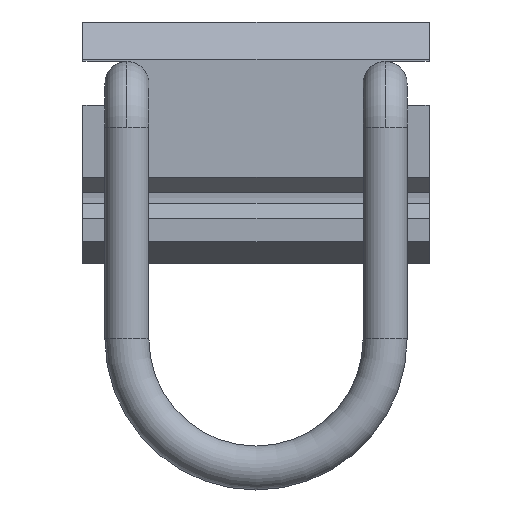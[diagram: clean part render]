
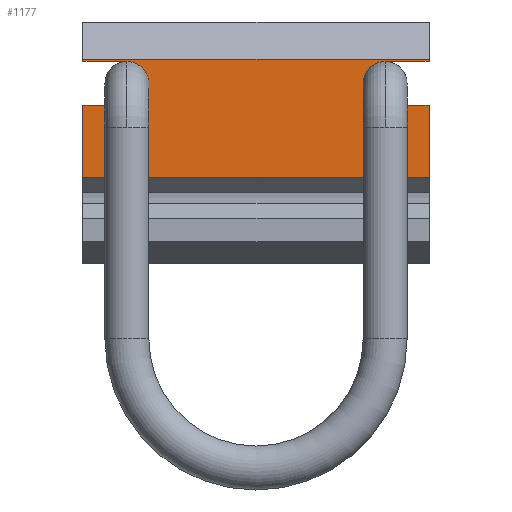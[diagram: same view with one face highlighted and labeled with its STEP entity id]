
A CAD part, front view. The second image highlights one B-rep face of the part: STEP entity #1177.
In plain terms, the highlighted planar face has unit normal (0, -1, 0).
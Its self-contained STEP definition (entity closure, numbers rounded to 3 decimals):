
#13 = EDGE_CURVE ( 'NONE', #698, #614, #801, .T. ) ;
#37 = DIRECTION ( 'NONE',  ( 0., 1., 0. ) ) ;
#41 = DIRECTION ( 'NONE',  ( 0., 0., -1. ) ) ;
#57 = CARTESIAN_POINT ( 'NONE',  ( -3.132, 0., 15.75 ) ) ;
#107 = ORIENTED_EDGE ( 'NONE', *, *, #13, .T. ) ;
#127 = CARTESIAN_POINT ( 'NONE',  ( 7.607, 0., 15.75 ) ) ;
#141 = EDGE_CURVE ( 'NONE', #766, #606, #1506, .T. ) ;
#156 = ORIENTED_EDGE ( 'NONE', *, *, #739, .F. ) ;
#167 = CIRCLE ( 'NONE', #425, 2. ) ;
#178 = VERTEX_POINT ( 'NONE', #959 ) ;
#181 = CARTESIAN_POINT ( 'NONE',  ( 5.412, 0., 9.75 ) ) ;
#188 = CARTESIAN_POINT ( 'NONE',  ( 7.412, 0., -15.75 ) ) ;
#215 = VECTOR ( 'NONE', #829, 1000. ) ;
#223 = ORIENTED_EDGE ( 'NONE', *, *, #1131, .F. ) ;
#233 = DIRECTION ( 'NONE',  ( 0., 1., 0. ) ) ;
#257 = LINE ( 'NONE', #630, #1413 ) ;
#335 = VERTEX_POINT ( 'NONE', #1093 ) ;
#338 = DIRECTION ( 'NONE',  ( 1., 0., 0. ) ) ;
#345 = VECTOR ( 'NONE', #602, 1000. ) ;
#380 = DIRECTION ( 'NONE',  ( 0., 0., -1. ) ) ;
#397 = VERTEX_POINT ( 'NONE', #879 ) ;
#405 = CARTESIAN_POINT ( 'NONE',  ( -3.132, 0., -15.75 ) ) ;
#406 = AXIS2_PLACEMENT_3D ( 'NONE', #459, #233, #927 ) ;
#416 = DIRECTION ( 'NONE',  ( 0., 1., 0. ) ) ;
#423 = AXIS2_PLACEMENT_3D ( 'NONE', #484, #949, #41 ) ;
#425 = AXIS2_PLACEMENT_3D ( 'NONE', #1316, #37, #380 ) ;
#459 = CARTESIAN_POINT ( 'NONE',  ( 5.412, 0., -11.75 ) ) ;
#472 = VECTOR ( 'NONE', #1362, 1000. ) ;
#484 = CARTESIAN_POINT ( 'NONE',  ( 5.412, 0., 11.75 ) ) ;
#511 = ORIENTED_EDGE ( 'NONE', *, *, #790, .T. ) ;
#537 = ORIENTED_EDGE ( 'NONE', *, *, #1424, .T. ) ;
#539 = VECTOR ( 'NONE', #1441, 1000. ) ;
#542 = VERTEX_POINT ( 'NONE', #188 ) ;
#559 = CARTESIAN_POINT ( 'NONE',  ( -3.132, 0., 15.75 ) ) ;
#565 = DIRECTION ( 'NONE',  ( 1., 0., 0. ) ) ;
#569 = DIRECTION ( 'NONE',  ( 0., 0., -1. ) ) ;
#573 = EDGE_CURVE ( 'NONE', #606, #1247, #1398, .T. ) ;
#579 = EDGE_LOOP ( 'NONE', ( #511, #680, #1373, #899, #933, #537, #976, #726, #223, #156, #107, #906, #1238 ) ) ;
#602 = DIRECTION ( 'NONE',  ( 0., 0., -1. ) ) ;
#606 = VERTEX_POINT ( 'NONE', #1064 ) ;
#610 = VECTOR ( 'NONE', #569, 1000. ) ;
#614 = VERTEX_POINT ( 'NONE', #785 ) ;
#619 = CARTESIAN_POINT ( 'NONE',  ( 7.607, 0., -15.75 ) ) ;
#627 = CARTESIAN_POINT ( 'NONE',  ( -3.132, 0., 15.75 ) ) ;
#630 = CARTESIAN_POINT ( 'NONE',  ( 3.412, 0., 11.75 ) ) ;
#634 = DIRECTION ( 'NONE',  ( -1., 0., 0. ) ) ;
#680 = ORIENTED_EDGE ( 'NONE', *, *, #947, .F. ) ;
#698 = VERTEX_POINT ( 'NONE', #960 ) ;
#701 = CARTESIAN_POINT ( 'NONE',  ( 3.412, 0., -11.75 ) ) ;
#726 = ORIENTED_EDGE ( 'NONE', *, *, #1355, .T. ) ;
#735 = VECTOR ( 'NONE', #907, 1000. ) ;
#739 = EDGE_CURVE ( 'NONE', #698, #335, #848, .T. ) ;
#756 = VECTOR ( 'NONE', #783, 1000. ) ;
#765 = VECTOR ( 'NONE', #565, 1000. ) ;
#766 = VERTEX_POINT ( 'NONE', #405 ) ;
#775 = EDGE_CURVE ( 'NONE', #614, #1178, #167, .T. ) ;
#783 = DIRECTION ( 'NONE',  ( 0., 0., -1. ) ) ;
#785 = CARTESIAN_POINT ( 'NONE',  ( 7.412, 0., 11.75 ) ) ;
#789 = LINE ( 'NONE', #812, #765 ) ;
#790 = EDGE_CURVE ( 'NONE', #397, #178, #257, .T. ) ;
#801 = LINE ( 'NONE', #1153, #756 ) ;
#810 = VERTEX_POINT ( 'NONE', #1447 ) ;
#812 = CARTESIAN_POINT ( 'NONE',  ( -3.132, 0., -15.75 ) ) ;
#816 = CARTESIAN_POINT ( 'NONE',  ( -3.132, 0., 15.75 ) ) ;
#829 = DIRECTION ( 'NONE',  ( 1., 0., 0. ) ) ;
#835 = LINE ( 'NONE', #127, #345 ) ;
#847 = EDGE_CURVE ( 'NONE', #810, #542, #1008, .T. ) ;
#848 = LINE ( 'NONE', #1286, #539 ) ;
#872 = CIRCLE ( 'NONE', #406, 2. ) ;
#879 = CARTESIAN_POINT ( 'NONE',  ( 3.412, 0., 11.75 ) ) ;
#899 = ORIENTED_EDGE ( 'NONE', *, *, #141, .T. ) ;
#906 = ORIENTED_EDGE ( 'NONE', *, *, #775, .T. ) ;
#907 = DIRECTION ( 'NONE',  ( 0., 0., 1. ) ) ;
#927 = DIRECTION ( 'NONE',  ( 0., 0., 1. ) ) ;
#931 = EDGE_CURVE ( 'NONE', #1098, #766, #1029, .T. ) ;
#933 = ORIENTED_EDGE ( 'NONE', *, *, #573, .T. ) ;
#936 = VECTOR ( 'NONE', #338, 1000. ) ;
#947 = EDGE_CURVE ( 'NONE', #1098, #178, #1505, .T. ) ;
#949 = DIRECTION ( 'NONE',  ( 0., 1., 0. ) ) ;
#959 = CARTESIAN_POINT ( 'NONE',  ( 3.412, 0., 15.75 ) ) ;
#960 = CARTESIAN_POINT ( 'NONE',  ( 7.412, 0., 15.75 ) ) ;
#976 = ORIENTED_EDGE ( 'NONE', *, *, #847, .T. ) ;
#986 = PLANE ( 'NONE',  #1341 ) ;
#1005 = CARTESIAN_POINT ( 'NONE',  ( 3.412, 0., -11.75 ) ) ;
#1008 = LINE ( 'NONE', #1334, #472 ) ;
#1029 = LINE ( 'NONE', #816, #610 ) ;
#1060 = CARTESIAN_POINT ( 'NONE',  ( -3.132, 0., -15.75 ) ) ;
#1064 = CARTESIAN_POINT ( 'NONE',  ( 3.412, 0., -15.75 ) ) ;
#1067 = CIRCLE ( 'NONE', #423, 2. ) ;
#1086 = DIRECTION ( 'NONE',  ( 0., 0., 1. ) ) ;
#1093 = CARTESIAN_POINT ( 'NONE',  ( 7.607, 0., 15.75 ) ) ;
#1098 = VERTEX_POINT ( 'NONE', #627 ) ;
#1106 = VERTEX_POINT ( 'NONE', #619 ) ;
#1115 = EDGE_CURVE ( 'NONE', #1178, #397, #1067, .T. ) ;
#1131 = EDGE_CURVE ( 'NONE', #335, #1106, #835, .T. ) ;
#1153 = CARTESIAN_POINT ( 'NONE',  ( 7.412, 0., 11.75 ) ) ;
#1177 = ADVANCED_FACE ( 'NONE', ( #1453 ), #986, .F. ) ;
#1178 = VERTEX_POINT ( 'NONE', #181 ) ;
#1238 = ORIENTED_EDGE ( 'NONE', *, *, #1115, .T. ) ;
#1247 = VERTEX_POINT ( 'NONE', #1005 ) ;
#1286 = CARTESIAN_POINT ( 'NONE',  ( -3.132, 0., 15.75 ) ) ;
#1316 = CARTESIAN_POINT ( 'NONE',  ( 5.412, 0., 11.75 ) ) ;
#1334 = CARTESIAN_POINT ( 'NONE',  ( 7.412, 0., -11.75 ) ) ;
#1341 = AXIS2_PLACEMENT_3D ( 'NONE', #57, #416, #634 ) ;
#1355 = EDGE_CURVE ( 'NONE', #542, #1106, #789, .T. ) ;
#1362 = DIRECTION ( 'NONE',  ( 0., 0., -1. ) ) ;
#1373 = ORIENTED_EDGE ( 'NONE', *, *, #931, .T. ) ;
#1398 = LINE ( 'NONE', #701, #735 ) ;
#1413 = VECTOR ( 'NONE', #1086, 1000. ) ;
#1424 = EDGE_CURVE ( 'NONE', #1247, #810, #872, .T. ) ;
#1441 = DIRECTION ( 'NONE',  ( 1., 0., 0. ) ) ;
#1447 = CARTESIAN_POINT ( 'NONE',  ( 7.412, 0., -11.75 ) ) ;
#1453 = FACE_OUTER_BOUND ( 'NONE', #579, .T. ) ;
#1505 = LINE ( 'NONE', #559, #936 ) ;
#1506 = LINE ( 'NONE', #1060, #215 ) ;
